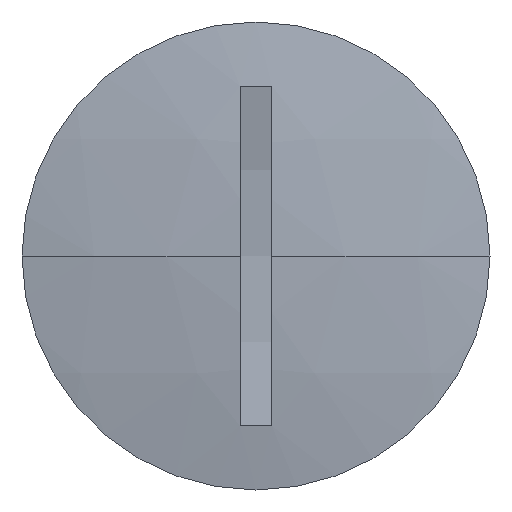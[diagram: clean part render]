
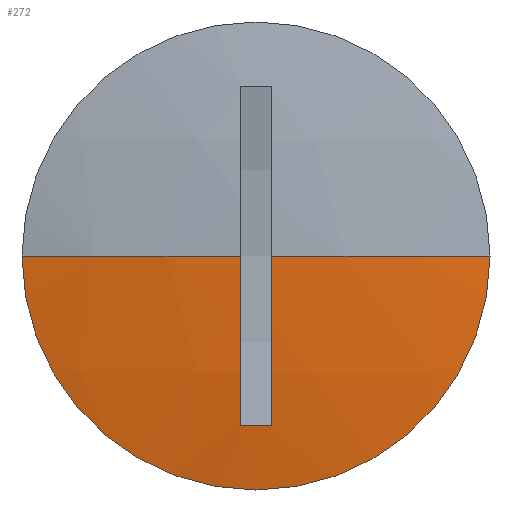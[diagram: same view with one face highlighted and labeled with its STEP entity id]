
A CAD part, left-side view. The second image highlights one B-rep face of the part: STEP entity #272.
In plain terms, the highlighted spherical face has radius 60.723 mm.
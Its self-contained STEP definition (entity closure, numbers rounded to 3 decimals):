
#2 = ORIENTED_EDGE ( 'NONE', *, *, #281, .T. ) ;
#15 = DIRECTION ( 'NONE',  ( 0., 1., 0. ) ) ;
#17 = VERTEX_POINT ( 'NONE', #230 ) ;
#39 = ORIENTED_EDGE ( 'NONE', *, *, #389, .F. ) ;
#41 = CIRCLE ( 'NONE', #351, 60.723 ) ;
#43 = EDGE_LOOP ( 'NONE', ( #113, #46, #2, #39, #171, #74 ) ) ;
#46 = ORIENTED_EDGE ( 'NONE', *, *, #78, .T. ) ;
#47 = CARTESIAN_POINT ( 'NONE',  ( 52.219, 0., 0. ) ) ;
#49 = EDGE_CURVE ( 'NONE', #197, #151, #242, .T. ) ;
#50 = CARTESIAN_POINT ( 'NONE',  ( 52.219, 0., 0. ) ) ;
#53 = DIRECTION ( 'NONE',  ( 0., 0., 1. ) ) ;
#54 = VERTEX_POINT ( 'NONE', #220 ) ;
#56 = DIRECTION ( 'NONE',  ( 1., 0., 0. ) ) ;
#74 = ORIENTED_EDGE ( 'NONE', *, *, #49, .F. ) ;
#78 = EDGE_CURVE ( 'NONE', #54, #147, #41, .T. ) ;
#85 = CIRCLE ( 'NONE', #92, 11. ) ;
#92 = AXIS2_PLACEMENT_3D ( 'NONE', #241, #243, #216 ) ;
#101 = CARTESIAN_POINT ( 'NONE',  ( -7.976, 0.25, -8.004 ) ) ;
#102 = CARTESIAN_POINT ( 'NONE',  ( -7.972, 0.75, -7.988 ) ) ;
#112 = CARTESIAN_POINT ( 'NONE',  ( -7.972, -0.75, -7.988 ) ) ;
#113 = ORIENTED_EDGE ( 'NONE', *, *, #416, .T. ) ;
#128 = CARTESIAN_POINT ( 'NONE',  ( 52.219, 0.75, 0. ) ) ;
#143 = DIRECTION ( 'NONE',  ( 0., 0., 1. ) ) ;
#147 = VERTEX_POINT ( 'NONE', #264 ) ;
#151 = VERTEX_POINT ( 'NONE', #373 ) ;
#171 = ORIENTED_EDGE ( 'NONE', *, *, #366, .F. ) ;
#176 = CIRCLE ( 'NONE', #278, 60.719 ) ;
#179 = AXIS2_PLACEMENT_3D ( 'NONE', #414, #411, #15 ) ;
#182 = B_SPLINE_CURVE_WITH_KNOTS ( 'NONE', 3,
 ( #360, #101, #401, #112 ),
 .UNSPECIFIED., .F., .F.,
 ( 4, 4 ),
 ( 0., 0.002 ),
 .UNSPECIFIED. ) ;
#197 = VERTEX_POINT ( 'NONE', #378 ) ;
#214 = VERTEX_POINT ( 'NONE', #102 ) ;
#216 = DIRECTION ( 'NONE',  ( 0., -1., 0. ) ) ;
#220 = CARTESIAN_POINT ( 'NONE',  ( -7.5, -11., 0. ) ) ;
#225 = FACE_OUTER_BOUND ( 'NONE', #43, .T. ) ;
#230 = CARTESIAN_POINT ( 'NONE',  ( -7.972, -0.75, -7.988 ) ) ;
#240 = DIRECTION ( 'NONE',  ( 0., -1., 0. ) ) ;
#241 = CARTESIAN_POINT ( 'NONE',  ( -7.5, 0., 0. ) ) ;
#242 = CIRCLE ( 'NONE', #347, 60.723 ) ;
#243 = DIRECTION ( 'NONE',  ( -1., 0., 0. ) ) ;
#245 = SPHERICAL_SURFACE ( 'NONE', #179, 60.723 ) ;
#264 = CARTESIAN_POINT ( 'NONE',  ( -8.5, -0.75, 0. ) ) ;
#272 = ADVANCED_FACE ( 'NONE', ( #225 ), #245, .T. ) ;
#276 = CIRCLE ( 'NONE', #291, 60.719 ) ;
#278 = AXIS2_PLACEMENT_3D ( 'NONE', #128, #240, #143 ) ;
#281 = EDGE_CURVE ( 'NONE', #147, #17, #276, .T. ) ;
#291 = AXIS2_PLACEMENT_3D ( 'NONE', #381, #380, #387 ) ;
#345 = DIRECTION ( 'NONE',  ( 0., 1., 0. ) ) ;
#346 = DIRECTION ( 'NONE',  ( 0., 0., -1. ) ) ;
#347 = AXIS2_PLACEMENT_3D ( 'NONE', #50, #53, #56 ) ;
#351 = AXIS2_PLACEMENT_3D ( 'NONE', #47, #346, #345 ) ;
#360 = CARTESIAN_POINT ( 'NONE',  ( -7.972, 0.75, -7.988 ) ) ;
#366 = EDGE_CURVE ( 'NONE', #151, #214, #176, .T. ) ;
#373 = CARTESIAN_POINT ( 'NONE',  ( -8.5, 0.75, 0. ) ) ;
#378 = CARTESIAN_POINT ( 'NONE',  ( -7.5, 11., 0. ) ) ;
#380 = DIRECTION ( 'NONE',  ( 0., -1., 0. ) ) ;
#381 = CARTESIAN_POINT ( 'NONE',  ( 52.219, -0.75, 0. ) ) ;
#387 = DIRECTION ( 'NONE',  ( 0., 0., 1. ) ) ;
#389 = EDGE_CURVE ( 'NONE', #214, #17, #182, .T. ) ;
#401 = CARTESIAN_POINT ( 'NONE',  ( -7.976, -0.25, -8.004 ) ) ;
#411 = DIRECTION ( 'NONE',  ( 0., 0., -1. ) ) ;
#414 = CARTESIAN_POINT ( 'NONE',  ( 52.219, 0., 0. ) ) ;
#416 = EDGE_CURVE ( 'NONE', #197, #54, #85, .T. ) ;
